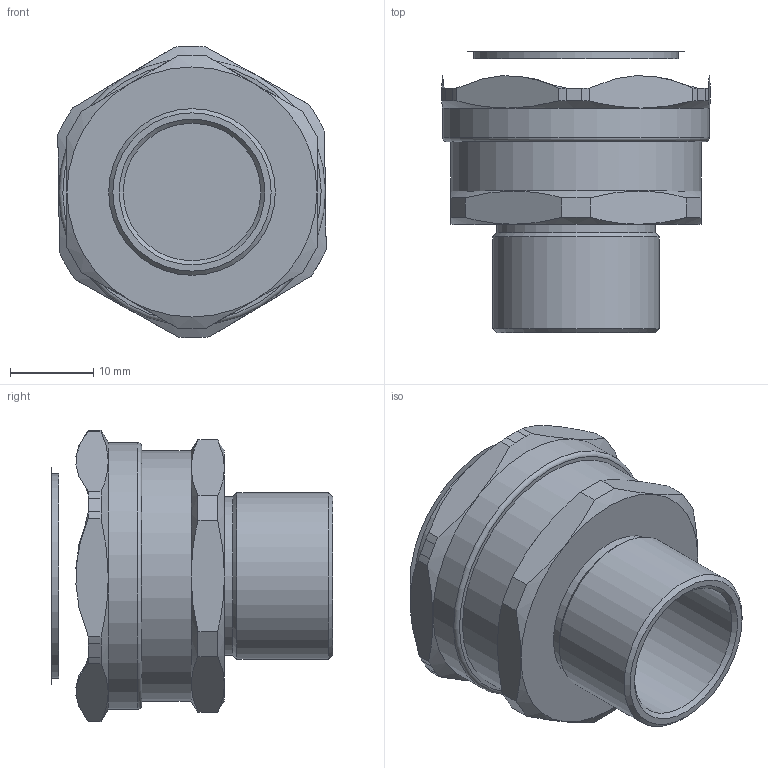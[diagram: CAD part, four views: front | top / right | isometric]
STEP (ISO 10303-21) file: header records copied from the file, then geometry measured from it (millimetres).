
FILE_DESCRIPTION(/* description */ ('','CAx-IF Rec.Pracs.---Representation and Presentation of Product Manufacturing Information (PMI)---4.0---2014-10-13'),/* implementation_level */ '2;1');
FILE_NAME(/* name */ 'ЗЭТАРУС МВН-М20-МР18.stp',/* time_stamp */ '2022-06-16T10:19:31+07:00',/* author */ ('zeta-09'),/* organization */ (''),/* preprocessor_version */ 'ST-DEVELOPER v18.1',/* originating_system */ 'Autodesk Inventor 2021',/* authorisation */ '');
FILE_SCHEMA (('AP242_MANAGED_MODEL_BASED_3D_ENGINEERING_MIM_LF { 1 0 10303 442 1 1 4 }'));
Length unit declared in the file: millimetre
Products named in the file (1): Деталь11
Bounding box: 32.2 x 33.79 x 34.97 mm (x, y, z)
Volume: 16801.9 mm3; surface area: 5881.3 mm2
Topology: 1 solids, 3 shells, 73 faces, 174 edges, 109 vertices
Faces by surface type: plane 32, cone 22, cylinder 18, torus 1
Full cylindrical faces by diameter (mm): 16.5 x1, 19 x1, 20 x1, 24.5 x1, 30 x1, 32 x1
Entity records: 2256 total; most frequent: CARTESIAN_POINT 508, ORIENTED_EDGE 346, DIRECTION 342, EDGE_CURVE 174, AXIS2_PLACEMENT_3D 148, VERTEX_POINT 109, EDGE_LOOP 77, STYLED_ITEM 73
